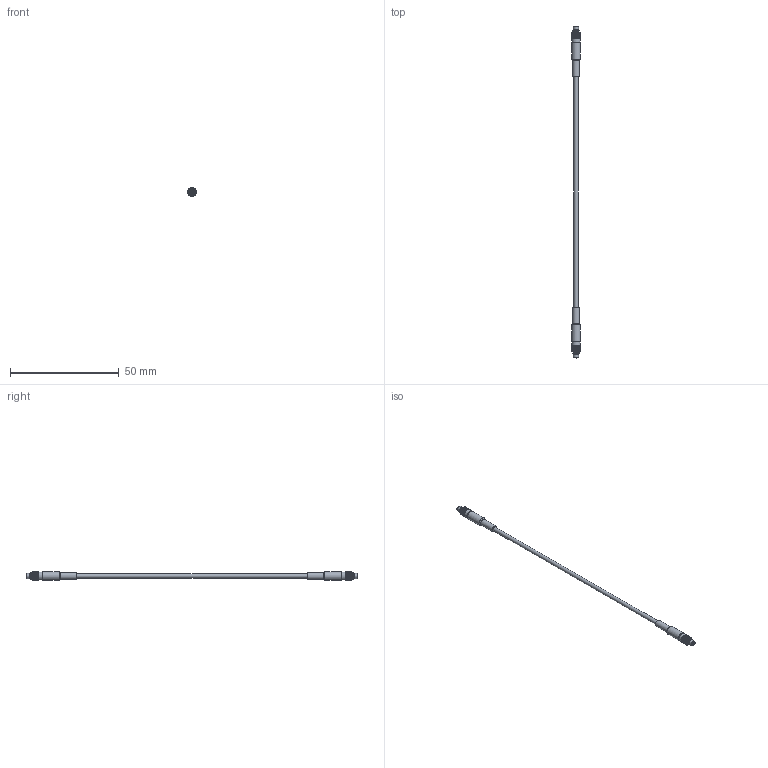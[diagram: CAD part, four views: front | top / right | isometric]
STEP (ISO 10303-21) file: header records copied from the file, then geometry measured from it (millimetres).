
FILE_DESCRIPTION(/* description */ ('Unknown'),/* implementation_level */ '2;1');
FILE_NAME(/* name */ '65560560515304',/* time_stamp */ '2019-05-07T10:41:30+02:00',/* author */ ('Unknown'),/* organization */ ('Unknown'),/* preprocessor_version */ 'ST-DEVELOPER v16.7',/* originating_system */ 'DEX',/* authorisation */ $);
FILE_SCHEMA (('AUTOMOTIVE_DESIGN {1 0 10303 214 3 1 1}'));
Products named in the file (1): 65560560515304
Bounding box: 4 x 152.4 x 4 mm (x, y, z)
Volume: 739.4 mm3; surface area: 1705.2 mm2
Topology: 1 solids, 1 shells, 5081 faces, 10354 edges, 5301 vertices
Faces by surface type: bspline 3840, cylinder 991, plane 190, cone 54, torus 6
Full cylindrical faces by diameter (mm): 0.4 x2, 1.28 x2, 1.36 x2, 1.55 x2, 1.9 x2, 1.96 x1, 2 x4, 2.38 x2, 2.4 x2, 2.7 x2, 3 x2, 4 x4
Entity records: 223457 total; most frequent: CARTESIAN_POINT 125204, ORIENTED_EDGE 20588, EDGE_CURVE 10294, VERTEX_POINT 5284, EDGE_LOOP 5150, FACE_BOUND 5150, STYLED_ITEM 5081, PRESENTATION_STYLE_ASSIGNMENT 5081
